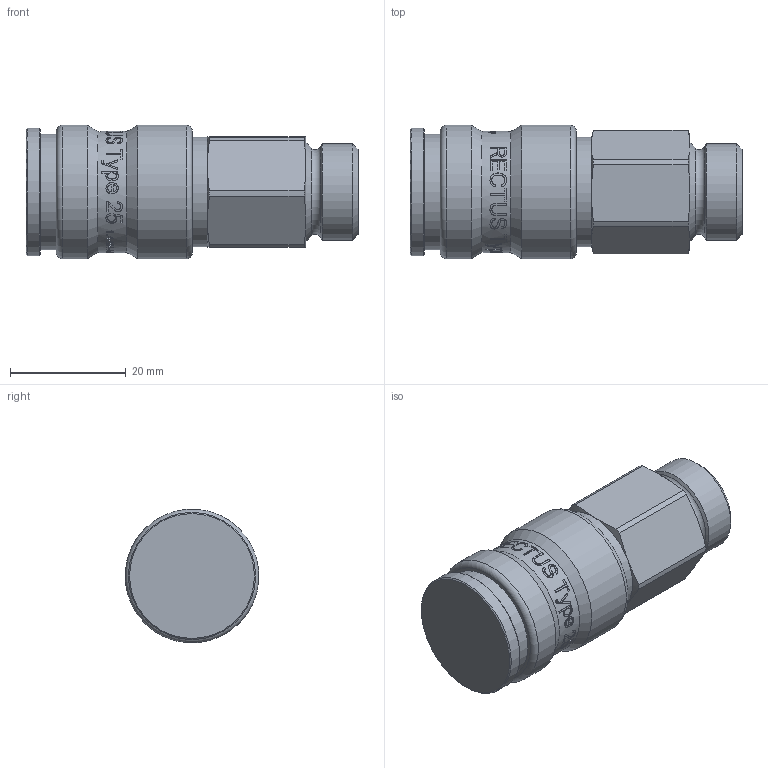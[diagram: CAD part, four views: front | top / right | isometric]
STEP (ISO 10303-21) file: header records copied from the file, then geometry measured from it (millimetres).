
FILE_DESCRIPTION((''),'2;1');
FILE_NAME('25kbaw17evx.stp','2012-11-28T11:24:33',('IA176480'),(''),'Autodesk Inventor 2011','Autodesk Inventor 2011','');
FILE_SCHEMA(('AUTOMOTIVE_DESIGN { 1 0 10303 214 1 1 1 1 }'));
Length unit declared in the file: millimetre
Products named in the file (1): D105166
Bounding box: 57.45 x 23.07 x 23.07 mm (x, y, z)
Volume: 17732.3 mm3; surface area: 7664.9 mm2
Topology: 2 solids, 2 shells, 594 faces, 1567 edges, 1040 vertices
Faces by surface type: bspline 255, plane 236, cylinder 77, cone 22, torus 4
Full cylindrical faces by diameter (mm): 16 x1, 16.662 x1, 17.25 x1, 18.95 x1, 19.35 x1, 20 x1, 20.05 x1, 21 x1, 22 x1, 23.15 x2
Entity records: 82568 total; most frequent: CARTESIAN_POINT 69477, ORIENTED_EDGE 3052, DIRECTION 1644, EDGE_CURVE 1526, VERTEX_POINT 1031, B_SPLINE_CURVE_WITH_KNOTS 728, EDGE_LOOP 691, VECTOR 596
